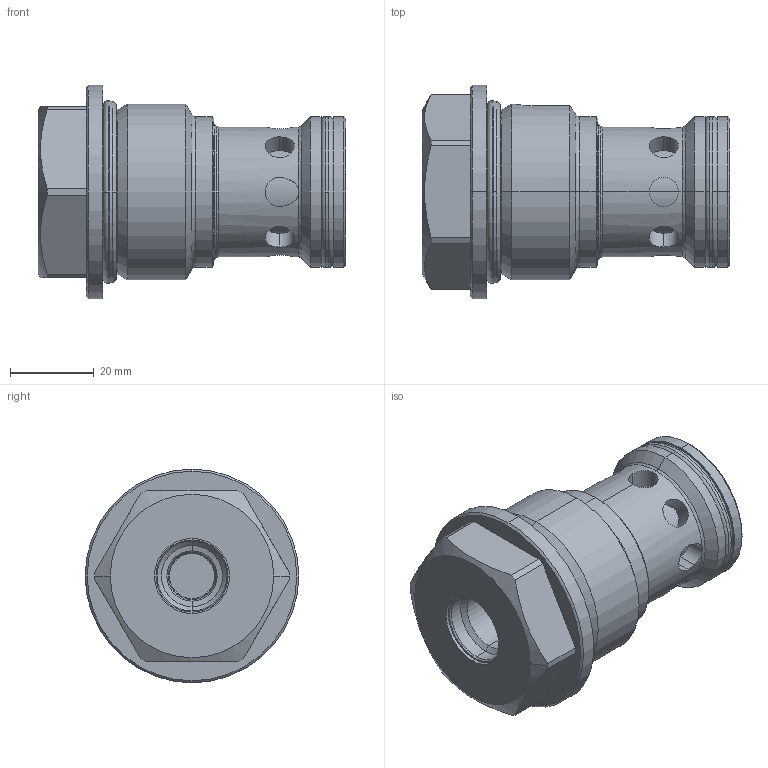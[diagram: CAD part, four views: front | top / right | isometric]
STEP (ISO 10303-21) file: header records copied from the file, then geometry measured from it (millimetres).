
FILE_DESCRIPTION (( 'STEP AP214' ), '1' );
FILE_NAME ('481.B5_Kunde.STEP', '2017-02-21T12:52:18', ( 'user' ), ( '' ), 'SwSTEP 2.0', 'SolidWorks 2016', '' );
FILE_SCHEMA (( 'AUTOMOTIVE_DESIGN' ));
Length unit declared in the file: millimetre
Products named in the file (1): 481.B5_Kunde
Bounding box: 73.5 x 51 x 51 mm (x, y, z)
Volume: 80533.8 mm3; surface area: 17168.4 mm2
Topology: 3 solids, 3 shells, 140 faces, 323 edges, 196 vertices
Faces by surface type: cylinder 63, torus 30, cone 29, plane 18
Entity records: 5167 total; most frequent: CARTESIAN_POINT 1880, DIRECTION 705, ORIENTED_EDGE 646, EDGE_CURVE 323, AXIS2_PLACEMENT_3D 301, VERTEX_POINT 196, CIRCLE 160, EDGE_LOOP 151
